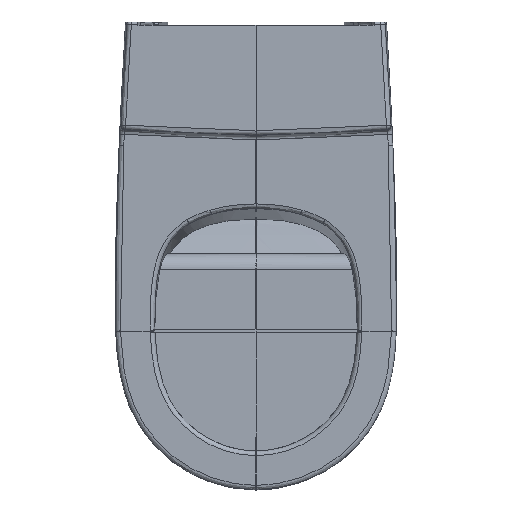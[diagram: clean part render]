
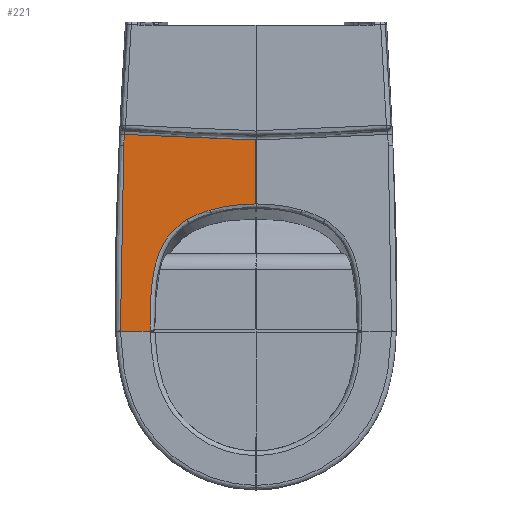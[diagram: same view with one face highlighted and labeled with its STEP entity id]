
A CAD part, top view. The second image highlights one B-rep face of the part: STEP entity #221.
In plain terms, the highlighted free-form (B-spline) face has degree [3, 3] with [4, 4] control points.
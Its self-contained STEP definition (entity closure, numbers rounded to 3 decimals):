
#221=ADVANCED_FACE('',(#421),#358,.F.);
#358=B_SPLINE_SURFACE_WITH_KNOTS('',3,3,((#7325,#7326,#7327,#7328),(#7329,
#7330,#7331,#7332),(#7333,#7334,#7335,#7336),(#7337,#7338,#7339,#7340)),
 .UNSPECIFIED.,.F.,.F.,.F.,(4,4),(4,4),(0.,1.),(0.,1.),.UNSPECIFIED.);
#421=FACE_OUTER_BOUND('',#566,.T.);
#566=EDGE_LOOP('',(#1242,#1243,#1244,#1245,#1246,#1247,#1248,#1249,#1250,
#1251));
#804=B_SPLINE_CURVE_WITH_KNOTS('',3,(#7257,#7258,#7259,#7260),
 .UNSPECIFIED.,.F.,.F.,(4,4),(0.,1.),.UNSPECIFIED.);
#805=B_SPLINE_CURVE_WITH_KNOTS('',3,(#7263,#7264,#7265,#7266),
 .UNSPECIFIED.,.F.,.F.,(4,4),(0.,1.),.UNSPECIFIED.);
#806=B_SPLINE_CURVE_WITH_KNOTS('',3,(#7268,#7269,#7270,#7271),
 .UNSPECIFIED.,.F.,.F.,(4,4),(0.,1.),.UNSPECIFIED.);
#807=B_SPLINE_CURVE_WITH_KNOTS('',3,(#7273,#7274,#7275,#7276),
 .UNSPECIFIED.,.F.,.F.,(4,4),(0.,1.),.UNSPECIFIED.);
#808=B_SPLINE_CURVE_WITH_KNOTS('',3,(#7278,#7279,#7280,#7281),
 .UNSPECIFIED.,.F.,.F.,(4,4),(0.,1.),.UNSPECIFIED.);
#809=B_SPLINE_CURVE_WITH_KNOTS('',3,(#7283,#7284,#7285,#7286,#7287,#7288,
#7289,#7290,#7291,#7292,#7293,#7294),.UNSPECIFIED.,.F.,.F.,(4,2,2,2,2,4),
(0.,0.25,0.5,0.75,0.875,1.),.UNSPECIFIED.);
#810=B_SPLINE_CURVE_WITH_KNOTS('',3,(#7296,#7297,#7298,#7299),
 .UNSPECIFIED.,.F.,.F.,(4,4),(0.,1.),.UNSPECIFIED.);
#811=B_SPLINE_CURVE_WITH_KNOTS('',3,(#7301,#7302,#7303,#7304),
 .UNSPECIFIED.,.F.,.F.,(4,4),(0.,1.),.UNSPECIFIED.);
#812=B_SPLINE_CURVE_WITH_KNOTS('',3,(#7306,#7307,#7308,#7309),
 .UNSPECIFIED.,.F.,.F.,(4,4),(0.,1.),.UNSPECIFIED.);
#813=B_SPLINE_CURVE_WITH_KNOTS('',3,(#7311,#7312,#7313,#7314,#7315,#7316,
#7317,#7318,#7319,#7320,#7321,#7322,#7323,#7324),.UNSPECIFIED.,.F.,.F.,
(4,2,2,2,2,2,4),(0.,0.25,0.5,0.625,
0.75,0.875,1.),.UNSPECIFIED.);
#1242=ORIENTED_EDGE('',*,*,#2241,.T.);
#1243=ORIENTED_EDGE('',*,*,#2242,.T.);
#1244=ORIENTED_EDGE('',*,*,#2243,.F.);
#1245=ORIENTED_EDGE('',*,*,#2244,.T.);
#1246=ORIENTED_EDGE('',*,*,#2245,.T.);
#1247=ORIENTED_EDGE('',*,*,#2246,.T.);
#1248=ORIENTED_EDGE('',*,*,#2247,.T.);
#1249=ORIENTED_EDGE('',*,*,#2248,.F.);
#1250=ORIENTED_EDGE('',*,*,#2249,.T.);
#1251=ORIENTED_EDGE('',*,*,#2250,.T.);
#1940=VERTEX_POINT('',#7261);
#1941=VERTEX_POINT('',#7262);
#1942=VERTEX_POINT('',#7267);
#1943=VERTEX_POINT('',#7272);
#1944=VERTEX_POINT('',#7277);
#1945=VERTEX_POINT('',#7282);
#1946=VERTEX_POINT('',#7295);
#1947=VERTEX_POINT('',#7300);
#1948=VERTEX_POINT('',#7305);
#1949=VERTEX_POINT('',#7310);
#2241=EDGE_CURVE('',#1940,#1941,#804,.T.);
#2242=EDGE_CURVE('',#1941,#1942,#805,.T.);
#2243=EDGE_CURVE('',#1943,#1942,#806,.T.);
#2244=EDGE_CURVE('',#1943,#1944,#807,.T.);
#2245=EDGE_CURVE('',#1944,#1945,#808,.T.);
#2246=EDGE_CURVE('',#1945,#1946,#809,.T.);
#2247=EDGE_CURVE('',#1946,#1947,#810,.T.);
#2248=EDGE_CURVE('',#1948,#1947,#811,.T.);
#2249=EDGE_CURVE('',#1948,#1949,#812,.T.);
#2250=EDGE_CURVE('',#1949,#1940,#813,.T.);
#7257=CARTESIAN_POINT('',(-88.638,-253.679,-3.347));
#7258=CARTESIAN_POINT('',(-79.203,-248.255,-3.347));
#7259=CARTESIAN_POINT('',(-69.194,-244.19,-3.347));
#7260=CARTESIAN_POINT('',(-58.776,-241.099,-3.347));
#7261=CARTESIAN_POINT('',(-88.638,-253.679,-3.347));
#7262=CARTESIAN_POINT('',(-58.776,-241.099,-3.347));
#7263=CARTESIAN_POINT('',(-58.776,-241.099,-3.347));
#7264=CARTESIAN_POINT('',(-39.718,-235.444,-3.347));
#7265=CARTESIAN_POINT('',(-19.858,-233.272,-3.347));
#7266=CARTESIAN_POINT('',(0.003,-233.272,-3.347));
#7267=CARTESIAN_POINT('',(0.002,-233.272,-3.347));
#7268=CARTESIAN_POINT('',(0.,-151.267,-3.347));
#7269=CARTESIAN_POINT('',(0.,-178.602,-3.347));
#7270=CARTESIAN_POINT('',(0.,-205.937,-3.347));
#7271=CARTESIAN_POINT('',(0.,-233.272,-3.347));
#7272=CARTESIAN_POINT('',(0.,-151.267,-3.347));
#7273=CARTESIAN_POINT('',(0.001,-151.267,-3.347));
#7274=CARTESIAN_POINT('',(-56.37,-151.266,-3.347));
#7275=CARTESIAN_POINT('',(-112.722,-148.865,-3.347));
#7276=CARTESIAN_POINT('',(-168.894,-144.141,-3.347));
#7277=CARTESIAN_POINT('',(-168.894,-144.141,-3.347));
#7278=CARTESIAN_POINT('',(-168.894,-144.141,-3.347));
#7279=CARTESIAN_POINT('',(-169.097,-148.788,-3.347));
#7280=CARTESIAN_POINT('',(-169.296,-153.434,-3.347));
#7281=CARTESIAN_POINT('',(-169.492,-158.081,-3.347));
#7282=CARTESIAN_POINT('',(-169.492,-158.081,-3.347));
#7283=CARTESIAN_POINT('',(-169.492,-158.081,-3.347));
#7284=CARTESIAN_POINT('',(-170.326,-177.908,-3.347));
#7285=CARTESIAN_POINT('',(-171.08,-197.738,-3.347));
#7286=CARTESIAN_POINT('',(-172.503,-237.4,-3.347));
#7287=CARTESIAN_POINT('',(-173.121,-257.236,-3.347));
#7288=CARTESIAN_POINT('',(-173.931,-296.914,-3.347));
#7289=CARTESIAN_POINT('',(-174.053,-316.758,-3.347));
#7290=CARTESIAN_POINT('',(-174.08,-346.524,-3.347));
#7291=CARTESIAN_POINT('',(-174.124,-356.446,-3.347));
#7292=CARTESIAN_POINT('',(-174.146,-376.29,-3.347));
#7293=CARTESIAN_POINT('',(-174.096,-386.212,-3.347));
#7294=CARTESIAN_POINT('',(-173.813,-396.133,-3.347));
#7295=CARTESIAN_POINT('',(-173.813,-396.133,-3.347));
#7296=CARTESIAN_POINT('',(-173.813,-396.133,-3.347));
#7297=CARTESIAN_POINT('',(-173.811,-396.19,-3.347));
#7298=CARTESIAN_POINT('',(-173.809,-396.247,-3.347));
#7299=CARTESIAN_POINT('',(-173.808,-396.305,-3.347));
#7300=CARTESIAN_POINT('',(-173.808,-396.305,-3.347));
#7301=CARTESIAN_POINT('',(-135.669,-396.305,-3.347));
#7302=CARTESIAN_POINT('',(-148.382,-396.305,-3.347));
#7303=CARTESIAN_POINT('',(-161.095,-396.305,-3.347));
#7304=CARTESIAN_POINT('',(-173.808,-396.305,-3.347));
#7305=CARTESIAN_POINT('',(-135.669,-396.305,-3.347));
#7306=CARTESIAN_POINT('',(-135.669,-396.305,-3.347));
#7307=CARTESIAN_POINT('',(-135.685,-395.868,-3.347));
#7308=CARTESIAN_POINT('',(-135.701,-395.431,-3.347));
#7309=CARTESIAN_POINT('',(-135.714,-394.994,-3.347));
#7310=CARTESIAN_POINT('',(-135.715,-394.994,-3.347));
#7311=CARTESIAN_POINT('',(-135.715,-394.994,-3.347));
#7312=CARTESIAN_POINT('',(-136.105,-381.929,-3.347));
#7313=CARTESIAN_POINT('',(-136.076,-368.878,-3.347));
#7314=CARTESIAN_POINT('',(-134.716,-342.819,-3.347));
#7315=CARTESIAN_POINT('',(-133.37,-329.732,-3.347));
#7316=CARTESIAN_POINT('',(-129.179,-310.702,-3.347));
#7317=CARTESIAN_POINT('',(-127.413,-304.45,-3.347));
#7318=CARTESIAN_POINT('',(-122.814,-292.215,-3.347));
#7319=CARTESIAN_POINT('',(-119.964,-286.241,-3.347));
#7320=CARTESIAN_POINT('',(-113.069,-275.172,-3.347));
#7321=CARTESIAN_POINT('',(-108.933,-269.961,-3.347));
#7322=CARTESIAN_POINT('',(-99.57,-260.868,-3.347));
#7323=CARTESIAN_POINT('',(-94.356,-256.967,-3.347));
#7324=CARTESIAN_POINT('',(-88.638,-253.679,-3.347));
#7325=CARTESIAN_POINT('',(-175.977,-412.109,-3.347));
#7326=CARTESIAN_POINT('',(-97.107,-387.964,-3.347));
#7327=CARTESIAN_POINT('',(-18.238,-363.82,-3.347));
#7328=CARTESIAN_POINT('',(60.631,-339.675,-3.347));
#7329=CARTESIAN_POINT('',(-201.555,-328.557,-3.347));
#7330=CARTESIAN_POINT('',(-122.685,-304.413,-3.347));
#7331=CARTESIAN_POINT('',(-43.816,-280.268,-3.347));
#7332=CARTESIAN_POINT('',(35.053,-256.123,-3.347));
#7333=CARTESIAN_POINT('',(-227.133,-245.006,-3.347));
#7334=CARTESIAN_POINT('',(-148.263,-220.861,-3.347));
#7335=CARTESIAN_POINT('',(-69.394,-196.716,-3.347));
#7336=CARTESIAN_POINT('',(9.475,-172.572,-3.347));
#7337=CARTESIAN_POINT('',(-252.711,-161.454,-3.347));
#7338=CARTESIAN_POINT('',(-173.841,-137.309,-3.347));
#7339=CARTESIAN_POINT('',(-94.972,-113.165,-3.347));
#7340=CARTESIAN_POINT('',(-16.103,-89.02,-3.347));
